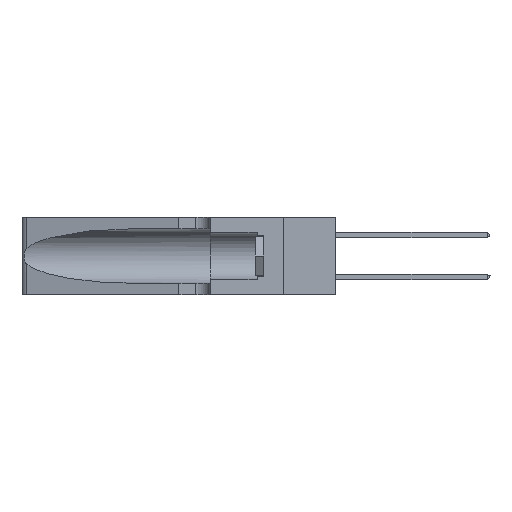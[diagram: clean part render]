
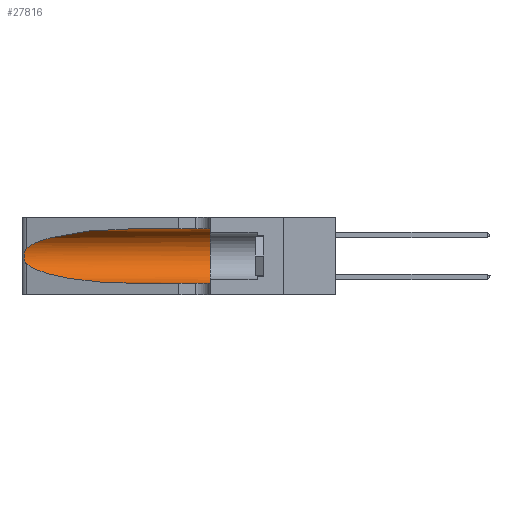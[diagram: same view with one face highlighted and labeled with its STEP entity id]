
A CAD part, left-side view. The second image highlights one B-rep face of the part: STEP entity #27816.
In plain terms, the highlighted cylindrical face has radius 3.308 mm (diameter 6.617 mm), a partial arc.
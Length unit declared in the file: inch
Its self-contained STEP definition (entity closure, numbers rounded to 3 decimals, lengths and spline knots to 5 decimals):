
#509 = VECTOR ( 'NONE', #8304, 39.37008 ) ;
#543 = CARTESIAN_POINT ( 'NONE',  ( 0.18966, 0.96281, 0.31525 ) ) ;
#664 = EDGE_LOOP ( 'NONE', ( #18306, #23889, #28221, #28154, #4536, #24465 ) ) ;
#1439 = CARTESIAN_POINT ( 'NONE',  ( 0.1305, 0.35, 0.31525 ) ) ;
#2323 = CARTESIAN_POINT ( 'NONE',  ( 0.25789, 1.23486, 0.15765 ) ) ;
#3394 = DIRECTION ( 'NONE',  ( 0., -1., 0. ) ) ;
#3398 = CARTESIAN_POINT ( 'NONE',  ( 0.25487, 1.22718, 0.22369 ) ) ;
#3475 = EDGE_CURVE ( 'NONE', #12060, #14192, #15720, .T. ) ;
#4536 = ORIENTED_EDGE ( 'NONE', *, *, #23554, .F. ) ;
#5036 = LINE ( 'NONE', #31100, #18256 ) ;
#5163 = CARTESIAN_POINT ( 'NONE',  ( 0.25856, 1.23593, 0.16098 ) ) ;
#5283 = CARTESIAN_POINT ( 'NONE',  ( 0.25639, 1.23184, 0.21858 ) ) ;
#5730 = EDGE_CURVE ( 'NONE', #16527, #18683, #5036, .T. ) ;
#7992 = CARTESIAN_POINT ( 'NONE',  ( 0.25487, 1.22718, 0.14631 ) ) ;
#8244 = CARTESIAN_POINT ( 'NONE',  ( 0.26075, 1.23896, 0.19203 ) ) ;
#8304 = DIRECTION ( 'NONE',  ( 0., -1., 0. ) ) ;
#8362 = CARTESIAN_POINT ( 'NONE',  ( 0.25787, 1.23484, 0.2124 ) ) ;
#8775 = EDGE_CURVE ( 'NONE', #16646, #16527, #25829, .T. ) ;
#9799 = CARTESIAN_POINT ( 'NONE',  ( 0.18966, 0.96281, 0.05475 ) ) ;
#9830 = CARTESIAN_POINT ( 'NONE',  ( 0.1305, 1.61858, 0.185 ) ) ;
#10373 = DIRECTION ( 'NONE',  ( 0., 1., 0. ) ) ;
#12060 = VERTEX_POINT ( 'NONE', #32491 ) ;
#13094 = CARTESIAN_POINT ( 'NONE',  ( 0.25487, 1.22718, 0.22369 ) ) ;
#13214 = B_SPLINE_CURVE_WITH_KNOTS ( 'NONE', 3,
 ( #30652, #22149, #5283, #8362, #28041, #22028, #8244, #19566, #30768, #5163, #2323, #13555, #13934, #7992 ),
 .UNSPECIFIED., .F., .F.,
 ( 4, 2, 2, 2, 2, 2, 4 ),
 ( 0., 0.00027, 0.00053, 0.00107, 0.0016, 0.00187, 0.00214 ),
 .UNSPECIFIED. ) ;
#13555 = CARTESIAN_POINT ( 'NONE',  ( 0.25639, 1.23186, 0.15144 ) ) ;
#13934 = CARTESIAN_POINT ( 'NONE',  ( 0.25555, 1.22993, 0.14849 ) ) ;
#14192 = VERTEX_POINT ( 'NONE', #13094 ) ;
#14614 = CARTESIAN_POINT ( 'NONE',  ( 0.1305, 0.72297, 0.31525 ) ) ;
#14647 = CARTESIAN_POINT ( 'NONE',  ( 0.25487, 1.22718, 0.14631 ) ) ;
#14913 = CARTESIAN_POINT ( 'NONE',  ( 0.1305, 0.35, 0.05475 ) ) ;
#15590 = CARTESIAN_POINT ( 'NONE',  ( 0.25487, 1.22718, 0.14631 ) ) ;
#15720 =( BOUNDED_CURVE ( )  B_SPLINE_CURVE ( 3, ( #14614, #543, #25925, #3398 ),
 .UNSPECIFIED., .F., .F. ) 
 B_SPLINE_CURVE_WITH_KNOTS ( ( 4, 4 ),
 ( 1.5708, 2.84003 ),
 .UNSPECIFIED. ) 
 CURVE ( )  GEOMETRIC_REPRESENTATION_ITEM ( )  RATIONAL_B_SPLINE_CURVE ( ( 1., 0.87, 0.87, 1. ) ) 
 REPRESENTATION_ITEM ( '' )  );
#16527 = VERTEX_POINT ( 'NONE', #31133 ) ;
#16646 = VERTEX_POINT ( 'NONE', #14647 ) ;
#18256 = VECTOR ( 'NONE', #3394, 39.37008 ) ;
#18306 = ORIENTED_EDGE ( 'NONE', *, *, #3475, .T. ) ;
#18683 = VERTEX_POINT ( 'NONE', #14913 ) ;
#18847 = DIRECTION ( 'NONE',  ( 0., 0., 1. ) ) ;
#19566 = CARTESIAN_POINT ( 'NONE',  ( 0.26075, 1.23896, 0.178 ) ) ;
#20724 = EDGE_CURVE ( 'NONE', #12060, #29883, #28235, .T. ) ;
#21681 = AXIS2_PLACEMENT_3D ( 'NONE', #32896, #10373, #18847 ) ;
#21997 = AXIS2_PLACEMENT_3D ( 'NONE', #9830, #29513, #26803 ) ;
#22028 = CARTESIAN_POINT ( 'NONE',  ( 0.26018, 1.23835, 0.19895 ) ) ;
#22149 = CARTESIAN_POINT ( 'NONE',  ( 0.25555, 1.22994, 0.2215 ) ) ;
#23554 = EDGE_CURVE ( 'NONE', #29883, #18683, #24157, .T. ) ;
#23889 = ORIENTED_EDGE ( 'NONE', *, *, #31968, .T. ) ;
#24157 = CIRCLE ( 'NONE', #21681, 0.13025 ) ;
#24465 = ORIENTED_EDGE ( 'NONE', *, *, #20724, .F. ) ;
#25829 =( BOUNDED_CURVE ( )  B_SPLINE_CURVE ( 3, ( #15590, #26783, #9799, #32337 ),
 .UNSPECIFIED., .F., .T. ) 
 B_SPLINE_CURVE_WITH_KNOTS ( ( 4, 4 ),
 ( 3.44316, 4.71239 ),
 .UNSPECIFIED. ) 
 CURVE ( )  GEOMETRIC_REPRESENTATION_ITEM ( )  RATIONAL_B_SPLINE_CURVE ( ( 1., 0.87, 0.87, 1. ) ) 
 REPRESENTATION_ITEM ( '' )  );
#25925 = CARTESIAN_POINT ( 'NONE',  ( 0.2373, 1.15595, 0.28018 ) ) ;
#26783 = CARTESIAN_POINT ( 'NONE',  ( 0.2373, 1.15595, 0.08982 ) ) ;
#26803 = DIRECTION ( 'NONE',  ( 0., 0., -1. ) ) ;
#27105 = FACE_OUTER_BOUND ( 'NONE', #664, .T. ) ;
#27816 = ADVANCED_FACE ( 'NONE', ( #27105 ), #35866, .F. ) ;
#28041 = CARTESIAN_POINT ( 'NONE',  ( 0.25854, 1.2359, 0.20912 ) ) ;
#28154 = ORIENTED_EDGE ( 'NONE', *, *, #5730, .T. ) ;
#28221 = ORIENTED_EDGE ( 'NONE', *, *, #8775, .T. ) ;
#28235 = LINE ( 'NONE', #33658, #509 ) ;
#29513 = DIRECTION ( 'NONE',  ( 0., -1., 0. ) ) ;
#29883 = VERTEX_POINT ( 'NONE', #1439 ) ;
#30652 = CARTESIAN_POINT ( 'NONE',  ( 0.25487, 1.22718, 0.22369 ) ) ;
#30768 = CARTESIAN_POINT ( 'NONE',  ( 0.26017, 1.23833, 0.17102 ) ) ;
#31100 = CARTESIAN_POINT ( 'NONE',  ( 0.1305, 1.61858, 0.05475 ) ) ;
#31133 = CARTESIAN_POINT ( 'NONE',  ( 0.1305, 0.72297, 0.05475 ) ) ;
#31968 = EDGE_CURVE ( 'NONE', #14192, #16646, #13214, .T. ) ;
#32337 = CARTESIAN_POINT ( 'NONE',  ( 0.1305, 0.72297, 0.05475 ) ) ;
#32491 = CARTESIAN_POINT ( 'NONE',  ( 0.1305, 0.72297, 0.31525 ) ) ;
#32896 = CARTESIAN_POINT ( 'NONE',  ( 0.1305, 0.35, 0.185 ) ) ;
#33658 = CARTESIAN_POINT ( 'NONE',  ( 0.1305, 1.61858, 0.31525 ) ) ;
#35866 = CYLINDRICAL_SURFACE ( 'NONE', #21997, 0.13025 ) ;
